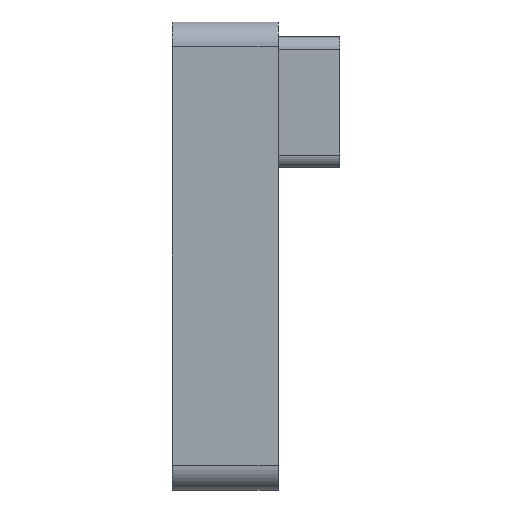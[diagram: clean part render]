
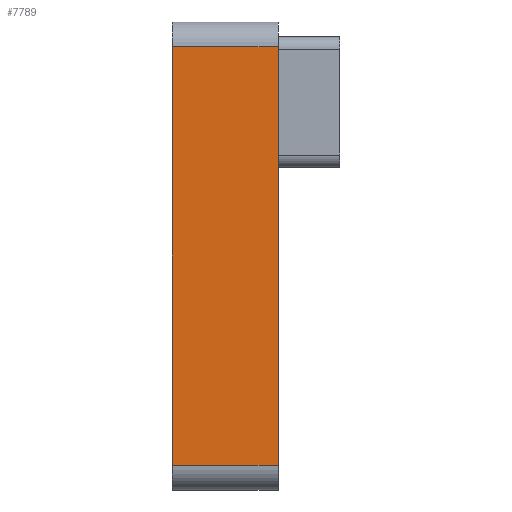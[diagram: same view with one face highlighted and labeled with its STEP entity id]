
A CAD part, front view. The second image highlights one B-rep face of the part: STEP entity #7789.
In plain terms, the highlighted planar face has unit normal (0, -1, 0).
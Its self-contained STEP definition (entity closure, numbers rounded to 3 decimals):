
#103 = VERTEX_POINT ( 'NONE', #5850 ) ;
#958 = EDGE_LOOP ( 'NONE', ( #8203, #11909, #1552, #15504 ) ) ;
#1531 = VECTOR ( 'NONE', #7922, 1000. ) ;
#1552 = ORIENTED_EDGE ( 'NONE', *, *, #7896, .F. ) ;
#1606 = EDGE_CURVE ( 'NONE', #103, #12791, #1867, .T. ) ;
#1713 = CARTESIAN_POINT ( 'NONE',  ( -2.15, -15.5, -8.5 ) ) ;
#1806 = DIRECTION ( 'NONE',  ( 0., 0., -1. ) ) ;
#1833 = DIRECTION ( 'NONE',  ( 0., 0., -1. ) ) ;
#1867 = LINE ( 'NONE', #7933, #19471 ) ;
#1889 = VECTOR ( 'NONE', #1833, 1000. ) ;
#2782 = CARTESIAN_POINT ( 'NONE',  ( 2.15, -15.5, 8.5 ) ) ;
#4325 = VERTEX_POINT ( 'NONE', #2782 ) ;
#4389 = DIRECTION ( 'NONE',  ( 0., 1., 0. ) ) ;
#5850 = CARTESIAN_POINT ( 'NONE',  ( -2.15, -15.5, 8.5 ) ) ;
#6503 = VERTEX_POINT ( 'NONE', #7497 ) ;
#7413 = CARTESIAN_POINT ( 'NONE',  ( 2.15, -15.5, 8.5 ) ) ;
#7497 = CARTESIAN_POINT ( 'NONE',  ( 2.15, -15.5, -8.5 ) ) ;
#7611 = LINE ( 'NONE', #8395, #1889 ) ;
#7789 = ADVANCED_FACE ( 'NONE', ( #16707 ), #16320, .F. ) ;
#7896 = EDGE_CURVE ( 'NONE', #4325, #6503, #7611, .T. ) ;
#7922 = DIRECTION ( 'NONE',  ( -1., 0., 0. ) ) ;
#7933 = CARTESIAN_POINT ( 'NONE',  ( -2.15, -15.5, 8.5 ) ) ;
#8203 = ORIENTED_EDGE ( 'NONE', *, *, #1606, .T. ) ;
#8395 = CARTESIAN_POINT ( 'NONE',  ( 2.15, -15.5, 8.5 ) ) ;
#8474 = EDGE_CURVE ( 'NONE', #4325, #103, #14960, .T. ) ;
#10057 = LINE ( 'NONE', #18121, #12198 ) ;
#11909 = ORIENTED_EDGE ( 'NONE', *, *, #12707, .F. ) ;
#12198 = VECTOR ( 'NONE', #19715, 1000. ) ;
#12707 = EDGE_CURVE ( 'NONE', #6503, #12791, #10057, .T. ) ;
#12791 = VERTEX_POINT ( 'NONE', #1713 ) ;
#14464 = CARTESIAN_POINT ( 'NONE',  ( 2.15, -15.5, 8.5 ) ) ;
#14960 = LINE ( 'NONE', #7413, #1531 ) ;
#15504 = ORIENTED_EDGE ( 'NONE', *, *, #8474, .T. ) ;
#16179 = DIRECTION ( 'NONE',  ( 0., 0., 1. ) ) ;
#16320 = PLANE ( 'NONE',  #16802 ) ;
#16707 = FACE_OUTER_BOUND ( 'NONE', #958, .T. ) ;
#16802 = AXIS2_PLACEMENT_3D ( 'NONE', #14464, #4389, #16179 ) ;
#18121 = CARTESIAN_POINT ( 'NONE',  ( 2.15, -15.5, -8.5 ) ) ;
#19471 = VECTOR ( 'NONE', #1806, 1000. ) ;
#19715 = DIRECTION ( 'NONE',  ( -1., 0., 0. ) ) ;
